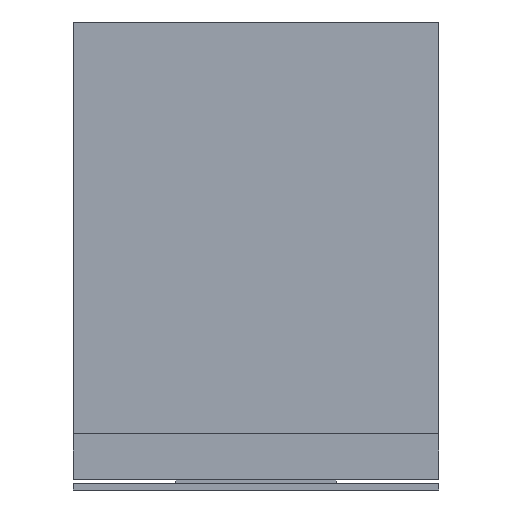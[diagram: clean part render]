
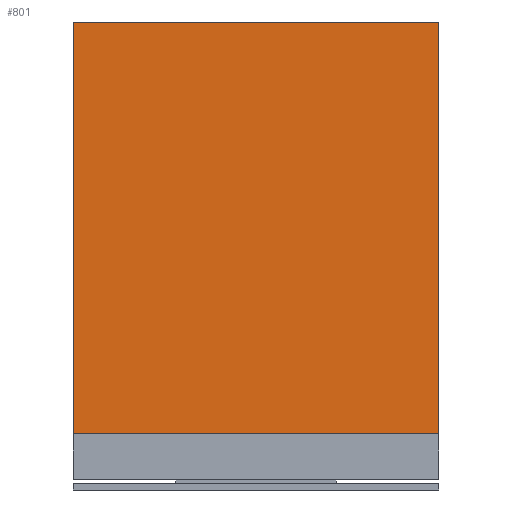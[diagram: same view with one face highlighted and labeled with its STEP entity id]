
A CAD part, left-side view. The second image highlights one B-rep face of the part: STEP entity #801.
In plain terms, the highlighted planar face has unit normal (-1, 0, 0).
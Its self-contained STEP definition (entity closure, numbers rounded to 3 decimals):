
#46 = VERTEX_POINT('',#47);
#47 = CARTESIAN_POINT('',(0.,0.,10.));
#198 = VERTEX_POINT('',#199);
#199 = CARTESIAN_POINT('',(0.,80.,10.));
#205 = EDGE_CURVE('',#198,#46,#206,.T.);
#206 = LINE('',#207,#208);
#207 = CARTESIAN_POINT('',(0.,80.,10.));
#208 = VECTOR('',#209,1.);
#209 = DIRECTION('',(0.,-1.,0.));
#274 = EDGE_CURVE('',#46,#275,#277,.T.);
#275 = VERTEX_POINT('',#276);
#276 = CARTESIAN_POINT('',(0.,0.,100.));
#277 = LINE('',#278,#279);
#278 = CARTESIAN_POINT('',(0.,0.,10.));
#279 = VECTOR('',#280,1.);
#280 = DIRECTION('',(0.,0.,1.));
#801 = ADVANCED_FACE('',(#802),#820,.F.);
#802 = FACE_BOUND('',#803,.F.);
#803 = EDGE_LOOP('',(#804,#812,#818,#819));
#804 = ORIENTED_EDGE('',*,*,#805,.T.);
#805 = EDGE_CURVE('',#198,#806,#808,.T.);
#806 = VERTEX_POINT('',#807);
#807 = CARTESIAN_POINT('',(0.,80.,100.));
#808 = LINE('',#809,#810);
#809 = CARTESIAN_POINT('',(0.,80.,10.));
#810 = VECTOR('',#811,1.);
#811 = DIRECTION('',(0.,0.,1.));
#812 = ORIENTED_EDGE('',*,*,#813,.T.);
#813 = EDGE_CURVE('',#806,#275,#814,.T.);
#814 = LINE('',#815,#816);
#815 = CARTESIAN_POINT('',(0.,80.,100.));
#816 = VECTOR('',#817,1.);
#817 = DIRECTION('',(0.,-1.,0.));
#818 = ORIENTED_EDGE('',*,*,#274,.F.);
#819 = ORIENTED_EDGE('',*,*,#205,.F.);
#820 = PLANE('',#821);
#821 = AXIS2_PLACEMENT_3D('',#822,#823,#824);
#822 = CARTESIAN_POINT('',(0.,80.,10.));
#823 = DIRECTION('',(1.,0.,0.));
#824 = DIRECTION('',(0.,-1.,0.));
